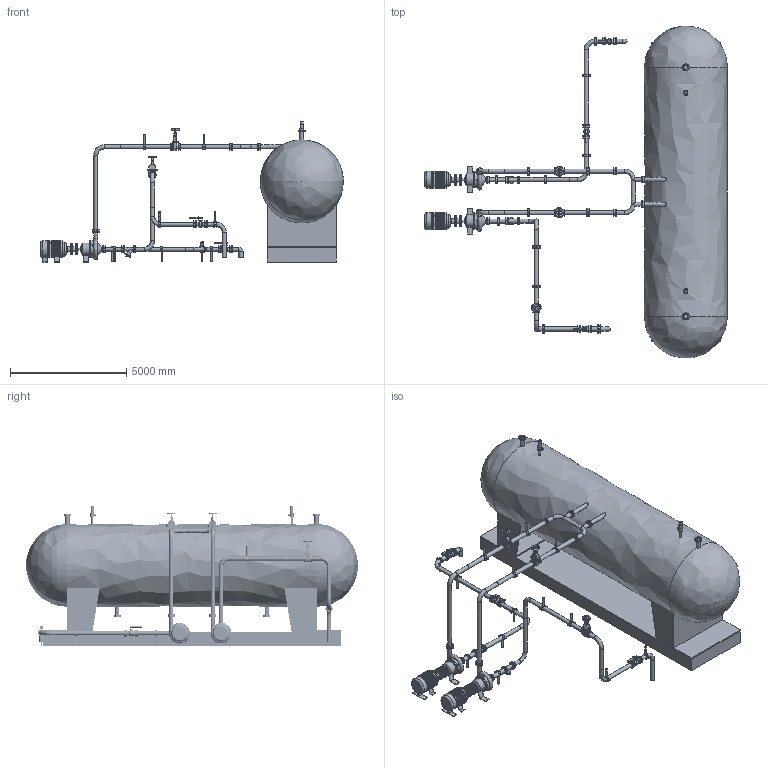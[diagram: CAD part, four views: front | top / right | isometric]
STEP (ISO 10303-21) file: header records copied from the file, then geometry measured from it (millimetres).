
FILE_DESCRIPTION(('FreeCAD Model'),'2;1');
FILE_NAME('Open CASCADE Shape Model','2025-04-26T02:33:46',('FreeCAD'),( 'FreeCAD'),'Open CASCADE STEP processor 7.6','FreeCAD','Unknown');
FILE_SCHEMA(('AUTOMOTIVE_DESIGN { 1 0 10303 214 1 1 1 1 }'));
Products named in the file (1): Open CASCADE STEP translator 7.6 1
Bounding box: 13043.53 x 14305.44 x 6035.11 mm (x, y, z)
Volume: 160871311292.7 mm3; surface area: 388125054.9 mm2
Topology: 170 solids, 170 shells, 2168 faces, 5287 edges, 3491 vertices
Faces by surface type: bspline 2168
Entity records: 77504 total; most frequent: CARTESIAN_POINT 44627, ORIENTED_EDGE 10566, EDGE_CURVE 5283, VERTEX_POINT 3491, B_SPLINE_CURVE_WITH_KNOTS 3259, FACE_BOUND 3254, EDGE_LOOP 3254, ADVANCED_FACE 2168
